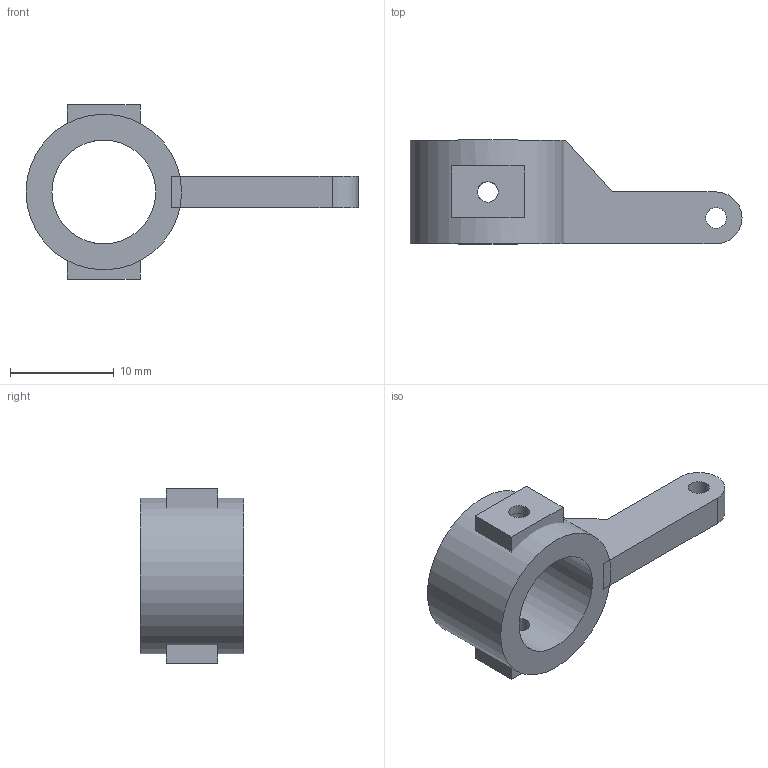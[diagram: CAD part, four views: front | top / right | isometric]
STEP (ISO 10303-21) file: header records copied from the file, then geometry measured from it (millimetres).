
FILE_DESCRIPTION(/* description */ (''),/* implementation_level */ '2;1');
FILE_NAME(/* name */ 'wheel hub v2.step',/* time_stamp */ '2025-05-21T11:01:05-07:00',/* author */ (''),/* organization */ (''),/* preprocessor_version */ 'ST-DEVELOPER v20.1',/* originating_system */ 'Autodesk Translation Framework v14.10.0.0',/* authorisation */ '');
FILE_SCHEMA (('AUTOMOTIVE_DESIGN { 1 0 10303 214 3 1 1 }'));
Length unit declared in the file: millimetre
Products named in the file (1): wheel hub
Bounding box: 32 x 10 x 16.81 mm (x, y, z)
Volume: 1388.7 mm3; surface area: 1616.6 mm2
Topology: 4 solids, 4 shells, 30 faces, 70 edges, 48 vertices
Faces by surface type: plane 21, cylinder 9
Full cylindrical faces by diameter (mm): 2 x5, 10 x1, 15 x1
Entity records: 1034 total; most frequent: CARTESIAN_POINT 285, ORIENTED_EDGE 140, DIRECTION 138, EDGE_CURVE 70, LINE 48, VECTOR 48, VERTEX_POINT 48, AXIS2_PLACEMENT_3D 45
